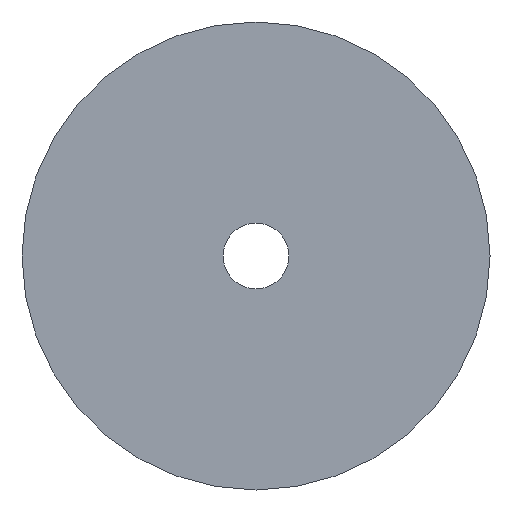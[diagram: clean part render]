
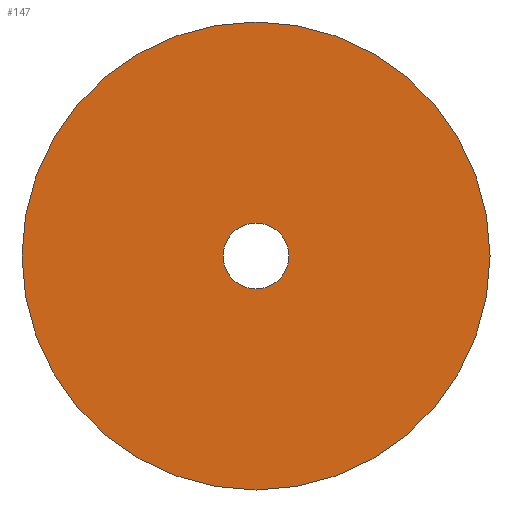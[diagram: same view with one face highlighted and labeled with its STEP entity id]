
A CAD part, left-side view. The second image highlights one B-rep face of the part: STEP entity #147.
In plain terms, the highlighted planar face has unit normal (-1, 0, 0).
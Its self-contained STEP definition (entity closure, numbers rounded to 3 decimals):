
#42=CARTESIAN_POINT('',(0.,0.,0.));
#43=DIRECTION('',(1.,0.,0.));
#44=DIRECTION('',(0.,0.,1.));
#45=AXIS2_PLACEMENT_3D('',#42,#43,#44);
#47=CARTESIAN_POINT('',(0.,0.,0.));
#48=DIRECTION('',(1.,0.,0.));
#49=DIRECTION('',(0.,0.,-1.));
#50=AXIS2_PLACEMENT_3D('',#47,#48,#49);
#52=CARTESIAN_POINT('',(0.,0.,0.));
#53=DIRECTION('',(-1.,0.,0.));
#54=DIRECTION('',(0.,0.,1.));
#55=AXIS2_PLACEMENT_3D('',#52,#53,#54);
#57=CARTESIAN_POINT('',(0.,0.,0.));
#58=DIRECTION('',(-1.,0.,0.));
#59=DIRECTION('',(0.,0.,-1.));
#60=AXIS2_PLACEMENT_3D('',#57,#58,#59);
#78=CARTESIAN_POINT('',(0.,0.,12.687));
#79=VERTEX_POINT('',#78);
#80=CARTESIAN_POINT('',(0.,0.,-12.687));
#81=VERTEX_POINT('',#80);
#82=CARTESIAN_POINT('',(0.,0.,1.784));
#83=CARTESIAN_POINT('',(0.,0.,-1.784));
#84=VERTEX_POINT('',#82);
#85=VERTEX_POINT('',#83);
#132=CARTESIAN_POINT('',(0.,0.,0.));
#133=DIRECTION('',(1.,0.,0.));
#134=DIRECTION('',(0.,0.,-1.));
#135=AXIS2_PLACEMENT_3D('',#132,#133,#134);
#136=PLANE('',#135);
#137=ORIENTED_EDGE('',*,*,#126,.T.);
#138=ORIENTED_EDGE('',*,*,#112,.T.);
#139=EDGE_LOOP('',(#137,#138));
#140=FACE_OUTER_BOUND('',#139,.F.);
#142=ORIENTED_EDGE('',*,*,#141,.T.);
#144=ORIENTED_EDGE('',*,*,#143,.T.);
#145=EDGE_LOOP('',(#142,#144));
#146=FACE_BOUND('',#145,.F.);
#147=ADVANCED_FACE('',(#140,#146),#136,.F.);
#46=CIRCLE('',#45,12.687);
#51=CIRCLE('',#50,12.687);
#56=CIRCLE('',#55,1.784);
#61=CIRCLE('',#60,1.784);
#112=EDGE_CURVE('',#81,#79,#51,.T.);
#126=EDGE_CURVE('',#79,#81,#46,.T.);
#141=EDGE_CURVE('',#84,#85,#56,.T.);
#143=EDGE_CURVE('',#85,#84,#61,.T.);
